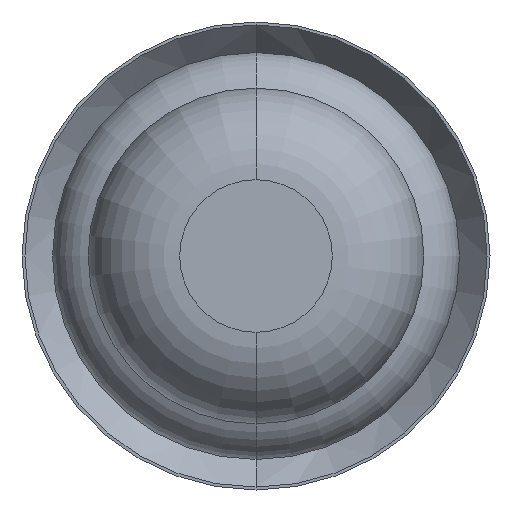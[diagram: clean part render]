
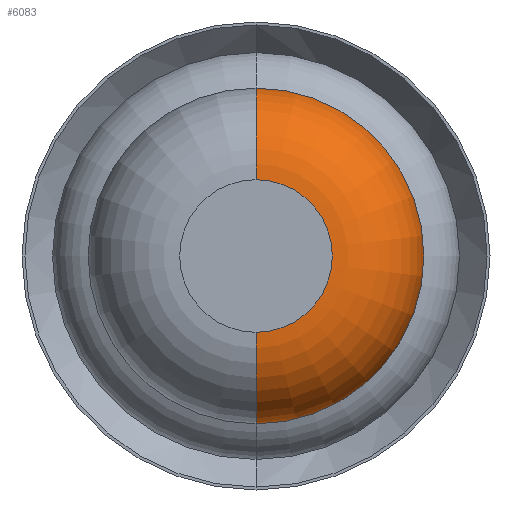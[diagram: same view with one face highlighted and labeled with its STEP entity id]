
A CAD part, front view. The second image highlights one B-rep face of the part: STEP entity #6083.
In plain terms, the highlighted toroidal (fillet/blend) face has major radius 0.375 mm and minor radius 0.45 mm.
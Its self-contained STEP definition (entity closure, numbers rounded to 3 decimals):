
#74 = VERTEX_POINT ( 'NONE', #5140 ) ;
#120 = DIRECTION ( 'NONE',  ( 0., 0., 1. ) ) ;
#583 = AXIS2_PLACEMENT_3D ( 'NONE', #5714, #2750, #1214 ) ;
#604 = AXIS2_PLACEMENT_3D ( 'NONE', #2443, #1000, #5411 ) ;
#929 = EDGE_CURVE ( 'Defeature ausgef�hrt1_7+Defeature ausgef�hrt1_6+Defeature ausgef�hrt1_6+Defeature ausgef�hrt1_6', #74, #4873, #6004, .T. ) ;
#1000 = DIRECTION ( 'NONE',  ( 1., 0., 0. ) ) ;
#1008 = CARTESIAN_POINT ( 'NONE',  ( 0., -29.95, -0.825 ) ) ;
#1040 = DIRECTION ( 'NONE',  ( 0., 1., 0. ) ) ;
#1214 = DIRECTION ( 'NONE',  ( 0., 0., 1. ) ) ;
#1330 = AXIS2_PLACEMENT_3D ( 'NONE', #6048, #5201, #4198 ) ;
#1429 = FACE_OUTER_BOUND ( 'NONE', #2368, .T. ) ;
#1609 = CARTESIAN_POINT ( 'NONE',  ( 0., -30.4, -0.375 ) ) ;
#1924 = VERTEX_POINT ( 'NONE', #4526 ) ;
#2019 = DIRECTION ( 'NONE',  ( 0., 0., 1. ) ) ;
#2217 = EDGE_CURVE ( 'NONE', #4873, #3988, #4451, .T. ) ;
#2368 = EDGE_LOOP ( 'NONE', ( #3964, #4430, #2812, #5497 ) ) ;
#2443 = CARTESIAN_POINT ( 'NONE',  ( 0., -29.95, -0.375 ) ) ;
#2634 = CARTESIAN_POINT ( 'NONE',  ( 0., -29.95, 0. ) ) ;
#2750 = DIRECTION ( 'NONE',  ( 0., 1., 0. ) ) ;
#2812 = ORIENTED_EDGE ( 'NONE', *, *, #6014, .F. ) ;
#3019 = CARTESIAN_POINT ( 'NONE',  ( 0., -29.95, 0. ) ) ;
#3095 = TOROIDAL_SURFACE ( 'NONE', #4506, 0.375, 0.45 ) ;
#3445 = CIRCLE ( 'NONE', #1330, 0.45 ) ;
#3796 = CIRCLE ( 'NONE', #4059, 0.825 ) ;
#3964 = ORIENTED_EDGE ( 'NONE', *, *, #929, .T. ) ;
#3988 = VERTEX_POINT ( 'NONE', #1008 ) ;
#4059 = AXIS2_PLACEMENT_3D ( 'NONE', #3019, #1040, #2019 ) ;
#4198 = DIRECTION ( 'NONE',  ( 0., 0., 1. ) ) ;
#4430 = ORIENTED_EDGE ( 'NONE', *, *, #2217, .T. ) ;
#4451 = CIRCLE ( 'NONE', #604, 0.45 ) ;
#4506 = AXIS2_PLACEMENT_3D ( 'NONE', #2634, #4613, #120 ) ;
#4526 = CARTESIAN_POINT ( 'NONE',  ( 0., -29.95, 0.825 ) ) ;
#4613 = DIRECTION ( 'NONE',  ( 0., 1., 0. ) ) ;
#4873 = VERTEX_POINT ( 'NONE', #1609 ) ;
#4992 = EDGE_CURVE ( 'NONE', #74, #1924, #3445, .T. ) ;
#5140 = CARTESIAN_POINT ( 'NONE',  ( 0., -30.4, 0.375 ) ) ;
#5201 = DIRECTION ( 'NONE',  ( -1., 0., 0. ) ) ;
#5411 = DIRECTION ( 'NONE',  ( 0., 0., -1. ) ) ;
#5497 = ORIENTED_EDGE ( 'NONE', *, *, #4992, .F. ) ;
#5714 = CARTESIAN_POINT ( 'NONE',  ( 0., -30.4, 0. ) ) ;
#6004 = CIRCLE ( 'NONE', #583, 0.375 ) ;
#6014 = EDGE_CURVE ( 'Defeature ausgef�hrt1_8+Defeature ausgef�hrt1_7+Defeature ausgef�hrt1_7+Defeature ausgef�hrt1_7', #1924, #3988, #3796, .T. ) ;
#6048 = CARTESIAN_POINT ( 'NONE',  ( 0., -29.95, 0.375 ) ) ;
#6083 = ADVANCED_FACE ( 'Defeature ausgef�hrt1_7', ( #1429 ), #3095, .T. ) ;
